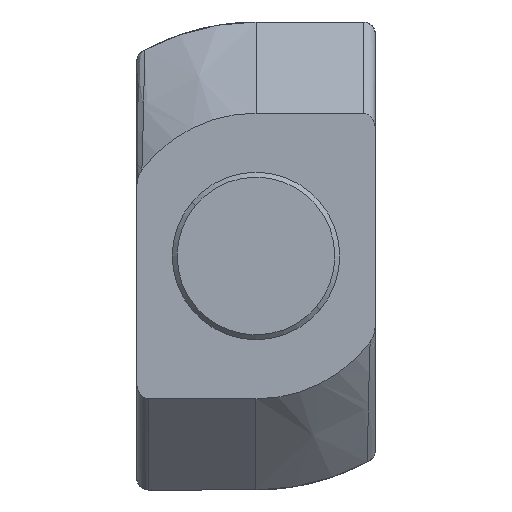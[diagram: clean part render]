
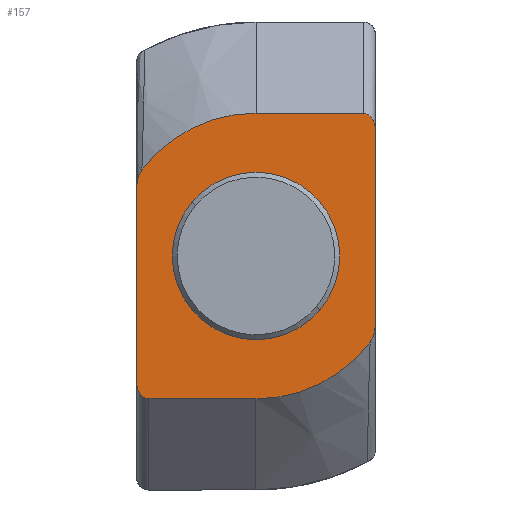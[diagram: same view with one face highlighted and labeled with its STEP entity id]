
A CAD part, front view. The second image highlights one B-rep face of the part: STEP entity #157.
In plain terms, the highlighted face is planar.
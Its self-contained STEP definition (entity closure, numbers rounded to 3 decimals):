
#4 = CARTESIAN_POINT ( 'NONE',  ( 5.8, 0., 0. ) ) ;
#30 = DIRECTION ( 'NONE',  ( 0., 0., 1. ) ) ;
#58 = ORIENTED_EDGE ( 'NONE', *, *, #894, .T. ) ;
#59 = CARTESIAN_POINT ( 'NONE',  ( 3.49, -4.632, 0. ) ) ;
#60 = DIRECTION ( 'NONE',  ( 1., 0., 0. ) ) ;
#89 = EDGE_LOOP ( 'NONE', ( #58, #688 ) ) ;
#116 = FACE_OUTER_BOUND ( 'NONE', #1942, .T. ) ;
#126 = ORIENTED_EDGE ( 'NONE', *, *, #884, .T. ) ;
#157 = ADVANCED_FACE ( 'NONE', ( #1420, #116 ), #1722, .F. ) ;
#173 = CARTESIAN_POINT ( 'NONE',  ( 3.371, -4.722, 0. ) ) ;
#186 = ORIENTED_EDGE ( 'NONE', *, *, #1928, .F. ) ;
#198 = LINE ( 'NONE', #654, #1260 ) ;
#224 = LINE ( 'NONE', #2586, #1435 ) ;
#260 = CARTESIAN_POINT ( 'NONE',  ( -2.649, 4.85, 0. ) ) ;
#287 = ORIENTED_EDGE ( 'NONE', *, *, #2047, .T. ) ;
#302 = CARTESIAN_POINT ( 'NONE',  ( 0., 0., 0. ) ) ;
#328 = EDGE_CURVE ( 'NONE', #749, #2450, #1416, .T. ) ;
#342 = EDGE_CURVE ( 'NONE', #2450, #991, #351, .T. ) ;
#351 = CIRCLE ( 'NONE', #1647, 5.8 ) ;
#369 = CIRCLE ( 'NONE', #2307, 5.8 ) ;
#429 = CARTESIAN_POINT ( 'NONE',  ( -2.943, 4.837, 0. ) ) ;
#435 = CARTESIAN_POINT ( 'NONE',  ( 2.649, -4.85, 0. ) ) ;
#440 = DIRECTION ( 'NONE',  ( 0., 0., 1. ) ) ;
#483 = DIRECTION ( 'NONE',  ( -1., 0., 0. ) ) ;
#490 = CARTESIAN_POINT ( 'NONE',  ( -5.8, 0., 0. ) ) ;
#519 = DIRECTION ( 'NONE',  ( 1., 0., 0. ) ) ;
#588 = CARTESIAN_POINT ( 'NONE',  ( 2.943, -4.837, 0. ) ) ;
#611 = CARTESIAN_POINT ( 'NONE',  ( 5.8, 0., 0. ) ) ;
#639 = CARTESIAN_POINT ( 'NONE',  ( -2.649, 4.85, 0. ) ) ;
#654 = CARTESIAN_POINT ( 'NONE',  ( -9.5, -4.85, 0. ) ) ;
#688 = ORIENTED_EDGE ( 'NONE', *, *, #1995, .T. ) ;
#704 = DIRECTION ( 'NONE',  ( 0., 1., 0. ) ) ;
#723 = CARTESIAN_POINT ( 'NONE',  ( 5.8, 4.643, 0. ) ) ;
#749 = VERTEX_POINT ( 'NONE', #1347 ) ;
#779 =( BOUNDED_CURVE ( )  B_SPLINE_CURVE ( 3, ( #2284, #798, #1225, #2699 ),
 .UNSPECIFIED., .F., .F. ) 
 B_SPLINE_CURVE_WITH_KNOTS ( ( 4, 4 ),
 ( 1.571, 3.142 ),
 .UNSPECIFIED. ) 
 CURVE ( )  GEOMETRIC_REPRESENTATION_ITEM ( )  RATIONAL_B_SPLINE_CURVE ( ( 1., 0.805, 0.805, 1. ) ) 
 REPRESENTATION_ITEM ( '' )  );
#789 = VERTEX_POINT ( 'NONE', #260 ) ;
#798 = CARTESIAN_POINT ( 'NONE',  ( -5.507, -4.85, 0. ) ) ;
#806 = CARTESIAN_POINT ( 'NONE',  ( 2.649, -4.85, 0. ) ) ;
#832 = VECTOR ( 'NONE', #1932, 1000. ) ;
#834 = EDGE_CURVE ( 'NONE', #1601, #853, #1923, .T. ) ;
#853 = VERTEX_POINT ( 'NONE', #2411 ) ;
#884 = EDGE_CURVE ( 'NONE', #1036, #749, #1415, .T. ) ;
#894 = EDGE_CURVE ( 'NONE', #1186, #1350, #1807, .T. ) ;
#900 = B_SPLINE_CURVE_WITH_KNOTS ( 'NONE', 3,
 ( #1656, #173, #1869, #588, #2086, #806 ),
 .UNSPECIFIED., .F., .F.,
 ( 4, 2, 4 ),
 ( 0., 0., 0.001 ),
 .UNSPECIFIED. ) ;
#916 = ORIENTED_EDGE ( 'NONE', *, *, #2248, .T. ) ;
#917 = VERTEX_POINT ( 'NONE', #2008 ) ;
#923 = AXIS2_PLACEMENT_3D ( 'NONE', #1069, #440, #1930 ) ;
#938 = CARTESIAN_POINT ( 'NONE',  ( 3.4, 0., 0. ) ) ;
#991 = VERTEX_POINT ( 'NONE', #59 ) ;
#1036 = VERTEX_POINT ( 'NONE', #1577 ) ;
#1048 = DIRECTION ( 'NONE',  ( 0., 0., -1. ) ) ;
#1069 = CARTESIAN_POINT ( 'NONE',  ( 0., 0., 0. ) ) ;
#1167 = AXIS2_PLACEMENT_3D ( 'NONE', #1302, #30, #1525 ) ;
#1186 = VERTEX_POINT ( 'NONE', #938 ) ;
#1225 = CARTESIAN_POINT ( 'NONE',  ( -5.8, -4.643, 0. ) ) ;
#1260 = VECTOR ( 'NONE', #1288, 1000. ) ;
#1288 = DIRECTION ( 'NONE',  ( 1., 0., 0. ) ) ;
#1302 = CARTESIAN_POINT ( 'NONE',  ( 0., 0., 0. ) ) ;
#1306 = ORIENTED_EDGE ( 'NONE', *, *, #342, .T. ) ;
#1337 = AXIS2_PLACEMENT_3D ( 'NONE', #302, #1792, #519 ) ;
#1343 = DIRECTION ( 'NONE',  ( 0., 0., -1. ) ) ;
#1347 = CARTESIAN_POINT ( 'NONE',  ( 5.8, 4.35, 0. ) ) ;
#1350 = VERTEX_POINT ( 'NONE', #2449 ) ;
#1415 =( BOUNDED_CURVE ( )  B_SPLINE_CURVE ( 3, ( #1570, #2612, #723, #2212 ),
 .UNSPECIFIED., .F., .T. ) 
 B_SPLINE_CURVE_WITH_KNOTS ( ( 4, 4 ),
 ( 1.571, 3.142 ),
 .UNSPECIFIED. ) 
 CURVE ( )  GEOMETRIC_REPRESENTATION_ITEM ( )  RATIONAL_B_SPLINE_CURVE ( ( 1., 0.805, 0.805, 1. ) ) 
 REPRESENTATION_ITEM ( '' )  );
#1416 = LINE ( 'NONE', #4, #832 ) ;
#1420 = FACE_BOUND ( 'NONE', #89, .T. ) ;
#1435 = VECTOR ( 'NONE', #483, 1000. ) ;
#1525 = DIRECTION ( 'NONE',  ( 1., 0., 0. ) ) ;
#1560 = B_SPLINE_CURVE_WITH_KNOTS ( 'NONE', 3,
 ( #2539, #2339, #1705, #429, #1919, #639 ),
 .UNSPECIFIED., .F., .F.,
 ( 4, 2, 4 ),
 ( 0., 0., 0.001 ),
 .UNSPECIFIED. ) ;
#1570 = CARTESIAN_POINT ( 'NONE',  ( 5.093, 4.85, 0. ) ) ;
#1577 = CARTESIAN_POINT ( 'NONE',  ( 5.093, 4.85, 0. ) ) ;
#1601 = VERTEX_POINT ( 'NONE', #1699 ) ;
#1635 = ORIENTED_EDGE ( 'NONE', *, *, #328, .T. ) ;
#1647 = AXIS2_PLACEMENT_3D ( 'NONE', #2332, #1048, #2530 ) ;
#1656 = CARTESIAN_POINT ( 'NONE',  ( 3.49, -4.632, 0. ) ) ;
#1662 = ORIENTED_EDGE ( 'NONE', *, *, #2374, .T. ) ;
#1699 = CARTESIAN_POINT ( 'NONE',  ( -5.8, -4.35, 0. ) ) ;
#1705 = CARTESIAN_POINT ( 'NONE',  ( -3.229, 4.772, 0. ) ) ;
#1722 = PLANE ( 'NONE',  #923 ) ;
#1792 = DIRECTION ( 'NONE',  ( 0., 0., 1. ) ) ;
#1807 = CIRCLE ( 'NONE', #1337, 3.4 ) ;
#1869 = CARTESIAN_POINT ( 'NONE',  ( 3.229, -4.772, 0. ) ) ;
#1890 = EDGE_CURVE ( 'NONE', #1905, #789, #1560, .T. ) ;
#1905 = VERTEX_POINT ( 'NONE', #1927 ) ;
#1915 = VERTEX_POINT ( 'NONE', #435 ) ;
#1919 = CARTESIAN_POINT ( 'NONE',  ( -2.796, 4.85, 0. ) ) ;
#1923 = LINE ( 'NONE', #490, #2496 ) ;
#1927 = CARTESIAN_POINT ( 'NONE',  ( -3.49, 4.632, 0. ) ) ;
#1928 = EDGE_CURVE ( 'NONE', #917, #1915, #198, .T. ) ;
#1930 = DIRECTION ( 'NONE',  ( 1., 0., 0. ) ) ;
#1932 = DIRECTION ( 'NONE',  ( 0., -1., 0. ) ) ;
#1942 = EDGE_LOOP ( 'NONE', ( #1306, #1662, #186, #916, #2698, #287, #1987, #2253, #126, #1635 ) ) ;
#1987 = ORIENTED_EDGE ( 'NONE', *, *, #1890, .T. ) ;
#1995 = EDGE_CURVE ( 'NONE', #1350, #1186, #2323, .T. ) ;
#2008 = CARTESIAN_POINT ( 'NONE',  ( -5.093, -4.85, 0. ) ) ;
#2047 = EDGE_CURVE ( 'NONE', #853, #1905, #369, .T. ) ;
#2086 = CARTESIAN_POINT ( 'NONE',  ( 2.796, -4.85, 0. ) ) ;
#2212 = CARTESIAN_POINT ( 'NONE',  ( 5.8, 4.35, 0. ) ) ;
#2248 = EDGE_CURVE ( 'NONE', #917, #1601, #779, .T. ) ;
#2253 = ORIENTED_EDGE ( 'NONE', *, *, #2546, .F. ) ;
#2284 = CARTESIAN_POINT ( 'NONE',  ( -5.093, -4.85, 0. ) ) ;
#2307 = AXIS2_PLACEMENT_3D ( 'NONE', #2597, #1343, #60 ) ;
#2323 = CIRCLE ( 'NONE', #1167, 3.4 ) ;
#2332 = CARTESIAN_POINT ( 'NONE',  ( 0., 0., 0. ) ) ;
#2339 = CARTESIAN_POINT ( 'NONE',  ( -3.371, 4.722, 0. ) ) ;
#2374 = EDGE_CURVE ( 'NONE', #991, #1915, #900, .T. ) ;
#2411 = CARTESIAN_POINT ( 'NONE',  ( -5.8, 0., 0. ) ) ;
#2449 = CARTESIAN_POINT ( 'NONE',  ( -3.4, 0., 0. ) ) ;
#2450 = VERTEX_POINT ( 'NONE', #611 ) ;
#2496 = VECTOR ( 'NONE', #704, 1000. ) ;
#2530 = DIRECTION ( 'NONE',  ( 1., 0., 0. ) ) ;
#2539 = CARTESIAN_POINT ( 'NONE',  ( -3.49, 4.632, 0. ) ) ;
#2546 = EDGE_CURVE ( 'NONE', #1036, #789, #224, .T. ) ;
#2586 = CARTESIAN_POINT ( 'NONE',  ( -8.169, 4.85, 0. ) ) ;
#2597 = CARTESIAN_POINT ( 'NONE',  ( 0., 0., 0. ) ) ;
#2612 = CARTESIAN_POINT ( 'NONE',  ( 5.507, 4.85, 0. ) ) ;
#2698 = ORIENTED_EDGE ( 'NONE', *, *, #834, .T. ) ;
#2699 = CARTESIAN_POINT ( 'NONE',  ( -5.8, -4.35, 0. ) ) ;
